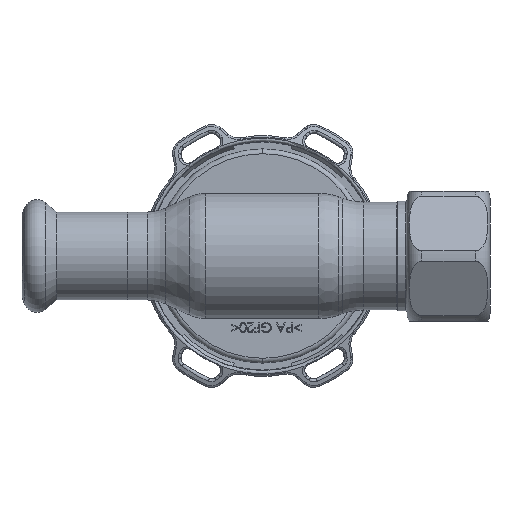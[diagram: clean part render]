
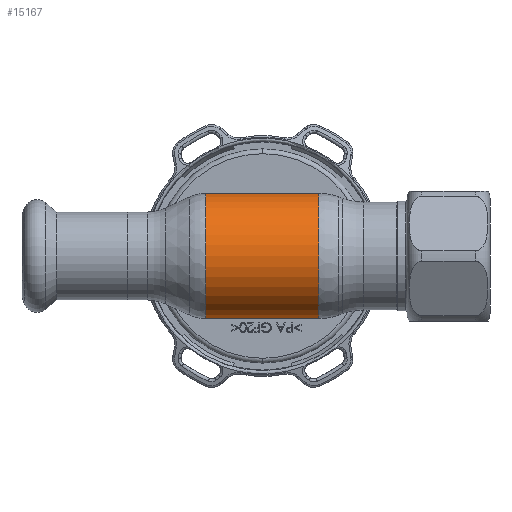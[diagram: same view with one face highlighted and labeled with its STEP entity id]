
A CAD part, front view. The second image highlights one B-rep face of the part: STEP entity #15167.
In plain terms, the highlighted cylindrical face has radius 13 mm (diameter 26 mm), a partial arc.
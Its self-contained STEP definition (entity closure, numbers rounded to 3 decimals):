
#1503 = CARTESIAN_POINT ( 'NONE',  ( -11.876, 0., 0. ) ) ;
#2932 = DIRECTION ( 'NONE',  ( 0., 0., 1. ) ) ;
#3930 = EDGE_CURVE ( 'NONE', #11636, #7513, #34326, .T. ) ;
#4637 = VERTEX_POINT ( 'NONE', #16190 ) ;
#5318 = FACE_OUTER_BOUND ( 'NONE', #11050, .T. ) ;
#5802 = CARTESIAN_POINT ( 'NONE',  ( 11.634, 0., 0. ) ) ;
#6276 = AXIS2_PLACEMENT_3D ( 'NONE', #14424, #16634, #2932 ) ;
#6384 = VECTOR ( 'NONE', #7020, 1000. ) ;
#6817 = CIRCLE ( 'NONE', #26311, 13. ) ;
#7020 = DIRECTION ( 'NONE',  ( -1., 0., 0. ) ) ;
#7513 = VERTEX_POINT ( 'NONE', #16864 ) ;
#8072 = CARTESIAN_POINT ( 'NONE',  ( -62.69, 0., -13. ) ) ;
#8283 = CYLINDRICAL_SURFACE ( 'NONE', #6276, 13. ) ;
#9369 = VECTOR ( 'NONE', #22531, 1000. ) ;
#9867 = ORIENTED_EDGE ( 'NONE', *, *, #18323, .F. ) ;
#11050 = EDGE_LOOP ( 'NONE', ( #9867, #13142, #35308, #33915 ) ) ;
#11636 = VERTEX_POINT ( 'NONE', #20149 ) ;
#12934 = EDGE_CURVE ( 'NONE', #4637, #11636, #6817, .T. ) ;
#13142 = ORIENTED_EDGE ( 'NONE', *, *, #12934, .T. ) ;
#14094 = AXIS2_PLACEMENT_3D ( 'NONE', #1503, #32931, #32395 ) ;
#14424 = CARTESIAN_POINT ( 'NONE',  ( -62.69, 0., 0. ) ) ;
#14689 = CARTESIAN_POINT ( 'NONE',  ( -62.69, 0., 13. ) ) ;
#14701 = DIRECTION ( 'NONE',  ( -1., 0., 0. ) ) ;
#15167 = ADVANCED_FACE ( 'NONE', ( #5318 ), #8283, .T. ) ;
#16098 = VERTEX_POINT ( 'NONE', #24189 ) ;
#16190 = CARTESIAN_POINT ( 'NONE',  ( 11.634, 0., -13. ) ) ;
#16634 = DIRECTION ( 'NONE',  ( -1., 0., 0. ) ) ;
#16864 = CARTESIAN_POINT ( 'NONE',  ( -11.876, 0., 13. ) ) ;
#17615 = EDGE_CURVE ( 'NONE', #16098, #7513, #32966, .T. ) ;
#18323 = EDGE_CURVE ( 'NONE', #4637, #16098, #28256, .T. ) ;
#20053 = DIRECTION ( 'NONE',  ( 0., 0., 1. ) ) ;
#20149 = CARTESIAN_POINT ( 'NONE',  ( 11.634, 0., 13. ) ) ;
#22531 = DIRECTION ( 'NONE',  ( -1., 0., 0. ) ) ;
#24189 = CARTESIAN_POINT ( 'NONE',  ( -11.876, 0., -13. ) ) ;
#26311 = AXIS2_PLACEMENT_3D ( 'NONE', #5802, #14701, #20053 ) ;
#28256 = LINE ( 'NONE', #8072, #9369 ) ;
#32395 = DIRECTION ( 'NONE',  ( 0., 0., 1. ) ) ;
#32931 = DIRECTION ( 'NONE',  ( -1., 0., 0. ) ) ;
#32966 = CIRCLE ( 'NONE', #14094, 13. ) ;
#33915 = ORIENTED_EDGE ( 'NONE', *, *, #17615, .F. ) ;
#34326 = LINE ( 'NONE', #14689, #6384 ) ;
#35308 = ORIENTED_EDGE ( 'NONE', *, *, #3930, .T. ) ;
